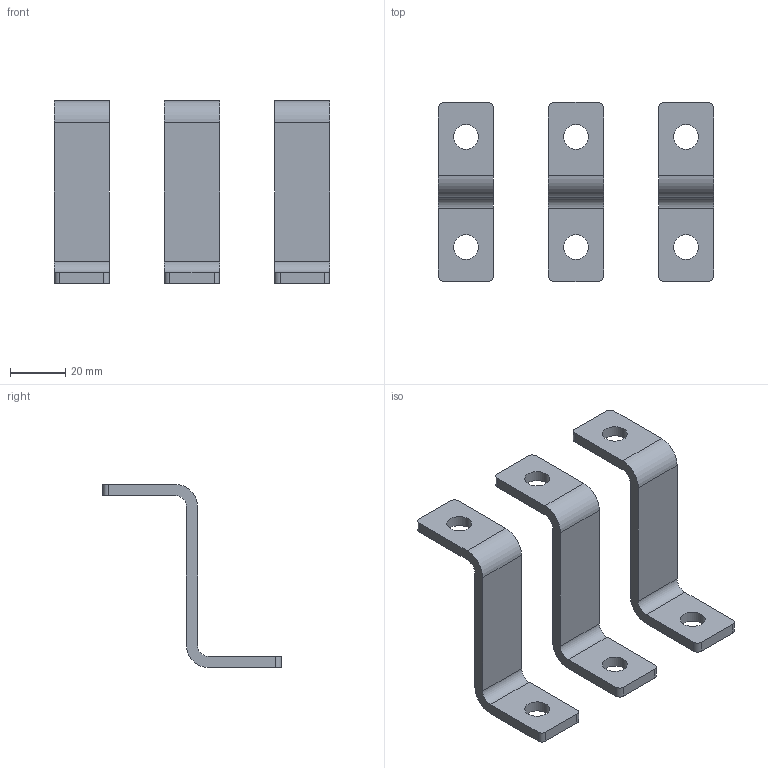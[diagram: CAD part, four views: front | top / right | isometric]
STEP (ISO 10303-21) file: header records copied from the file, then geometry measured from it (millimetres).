
FILE_DESCRIPTION(/* description */ (''),/* implementation_level */ '2;1');
FILE_NAME(/* name */ 'RFX20035.stp',/* time_stamp */ '2023-05-12T15:41:19+02:00',/* author */ (''),/* organization */ (''),/* preprocessor_version */ 'ST-DEVELOPER v16.7',/* originating_system */ 'SIEMENS PLM Software NX 12.0',/* authorisation */ '');
FILE_SCHEMA (('AUTOMOTIVE_DESIGN { 1 0 10303 214 3 1 1 1 }'));
Length unit declared in the file: millimetre
Products named in the file (1): RuggD10CF047j8cg
Bounding box: 100 x 65 x 66.5 mm (x, y, z)
Surface area: 17951.7 mm2 (no closed solid volume)
Topology: 0 solids, 3 shells, 60 faces, 168 edges, 114 vertices
Faces by surface type: cylinder 30, plane 30
Full cylindrical faces by diameter (mm): 9 x6
Entity records: 1942 total; most frequent: DIRECTION 338, CARTESIAN_POINT 325, ORIENTED_EDGE 312, EDGE_CURVE 156, AXIS2_PLACEMENT_3D 121, VERTEX_POINT 108, LINE 96, VECTOR 96
